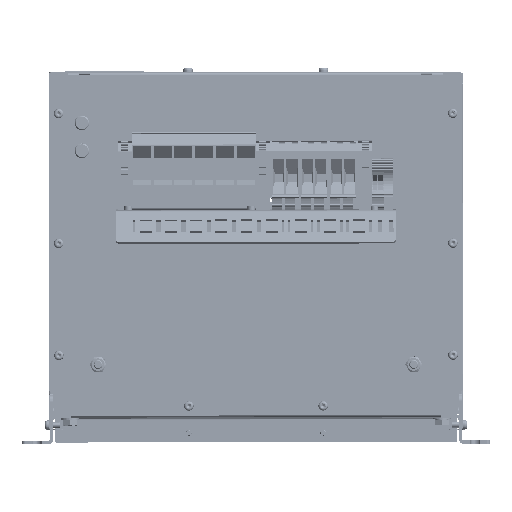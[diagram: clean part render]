
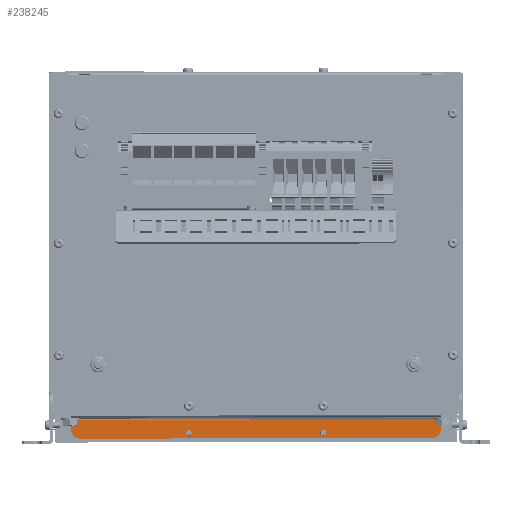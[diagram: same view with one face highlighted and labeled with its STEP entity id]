
A CAD part, left-side view. The second image highlights one B-rep face of the part: STEP entity #238245.
In plain terms, the highlighted planar face has unit normal (-1, 0, 0).
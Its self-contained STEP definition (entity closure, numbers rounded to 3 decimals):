
#6548=FACE_BOUND('',#35630,.T.);
#6549=FACE_BOUND('',#35631,.T.);
#11769=PLANE('',#253948);
#22532=FACE_OUTER_BOUND('',#35629,.T.);
#35629=EDGE_LOOP('',(#191474,#191475,#191476,#191477,#191478,#191479));
#35630=EDGE_LOOP('',(#191480));
#35631=EDGE_LOOP('',(#191481));
#53702=LINE('',#408317,#76052);
#53705=LINE('',#408327,#76055);
#54339=LINE('',#409802,#76689);
#54343=LINE('',#409815,#76693);
#76052=VECTOR('',#296167,10.);
#76055=VECTOR('',#296178,2.92);
#76689=VECTOR('',#297716,10.);
#76693=VECTOR('',#297734,10.);
#86116=CIRCLE('',#243838,2.5);
#86982=CIRCLE('',#245136,2.5);
#89792=CIRCLE('',#253483,8.);
#89793=CIRCLE('',#253487,8.);
#93958=VERTEX_POINT('',#324619);
#94652=VERTEX_POINT('',#326850);
#106625=VERTEX_POINT('',#408309);
#106626=VERTEX_POINT('',#408310);
#106627=VERTEX_POINT('',#408315);
#106628=VERTEX_POINT('',#408320);
#106629=VERTEX_POINT('',#408321);
#106630=VERTEX_POINT('',#408326);
#116418=EDGE_CURVE('',#93958,#93958,#86116,.T.);
#117523=EDGE_CURVE('',#94652,#94652,#86982,.T.);
#135857=EDGE_CURVE('',#106625,#106626,#89792,.T.);
#135861=EDGE_CURVE('',#106627,#106625,#53702,.T.);
#135862=EDGE_CURVE('',#106628,#106629,#89793,.T.);
#135865=EDGE_CURVE('',#106629,#106630,#53705,.T.);
#136602=EDGE_CURVE('',#106627,#106630,#54339,.T.);
#136610=EDGE_CURVE('',#106626,#106628,#54343,.T.);
#191474=ORIENTED_EDGE('',*,*,#135857,.F.);
#191475=ORIENTED_EDGE('',*,*,#135861,.F.);
#191476=ORIENTED_EDGE('',*,*,#136602,.T.);
#191477=ORIENTED_EDGE('',*,*,#135865,.F.);
#191478=ORIENTED_EDGE('',*,*,#135862,.F.);
#191479=ORIENTED_EDGE('',*,*,#136610,.F.);
#191480=ORIENTED_EDGE('',*,*,#116418,.T.);
#191481=ORIENTED_EDGE('',*,*,#117523,.T.);
#238245=ADVANCED_FACE('',(#22532,#6548,#6549),#11769,.F.);
#243838=AXIS2_PLACEMENT_3D('',#324621,#264295,#264296);
#245136=AXIS2_PLACEMENT_3D('',#326852,#267130,#267131);
#253483=AXIS2_PLACEMENT_3D('',#408311,#296160,#296161);
#253487=AXIS2_PLACEMENT_3D('',#408322,#296172,#296173);
#253948=AXIS2_PLACEMENT_3D('',#409816,#297735,#297736);
#264295=DIRECTION('center_axis',(1.,0.,
0.));
#264296=DIRECTION('ref_axis',(0.,-0.972,-0.234));
#267130=DIRECTION('center_axis',(1.,0.,
0.));
#267131=DIRECTION('ref_axis',(0.,-0.972,-0.234));
#296160=DIRECTION('center_axis',(1.,0.,
0.));
#296161=DIRECTION('ref_axis',(0.,-0.708,-0.706));
#296167=DIRECTION('',(0.,-0.001,-1.));
#296172=DIRECTION('center_axis',(1.,0.,
0.));
#296173=DIRECTION('ref_axis',(0.,0.706,-0.708));
#296178=DIRECTION('',(0.,0.001,1.));
#297716=DIRECTION('',(0.,1.,-0.001));
#297734=DIRECTION('',(0.,1.,-0.001));
#297735=DIRECTION('center_axis',(1.,0.,
0.));
#297736=DIRECTION('ref_axis',(0.,-0.001,
-1.));
#324619=CARTESIAN_POINT('',(293.064,45.487,-0.283));
#324621=CARTESIAN_POINT('Origin',(293.064,43.056,-0.868));
#326850=CARTESIAN_POINT('',(293.064,-74.513,-0.164));
#326852=CARTESIAN_POINT('Origin',(293.064,-76.944,-0.749));
#408309=CARTESIAN_POINT('',(293.064,-181.941,2.354));
#408310=CARTESIAN_POINT('',(293.064,-173.949,-5.653));
#408311=CARTESIAN_POINT('Origin',(293.064,-173.941,2.347));
#408315=CARTESIAN_POINT('',(293.064,-181.932,11.254));
#408317=CARTESIAN_POINT('',(293.064,-181.932,11.254));
#408320=CARTESIAN_POINT('',(293.064,140.051,-5.964));
#408321=CARTESIAN_POINT('',(293.064,148.059,2.029));
#408322=CARTESIAN_POINT('Origin',(293.064,140.059,2.036));
#408326=CARTESIAN_POINT('',(293.064,148.068,10.929));
#408327=CARTESIAN_POINT('',(293.064,148.077,20.102));
#409802=CARTESIAN_POINT('',(293.064,-16.932,11.092));
#409815=CARTESIAN_POINT('',(293.064,-181.949,-5.646));
#409816=CARTESIAN_POINT('Origin',(293.064,-16.938,4.935));
